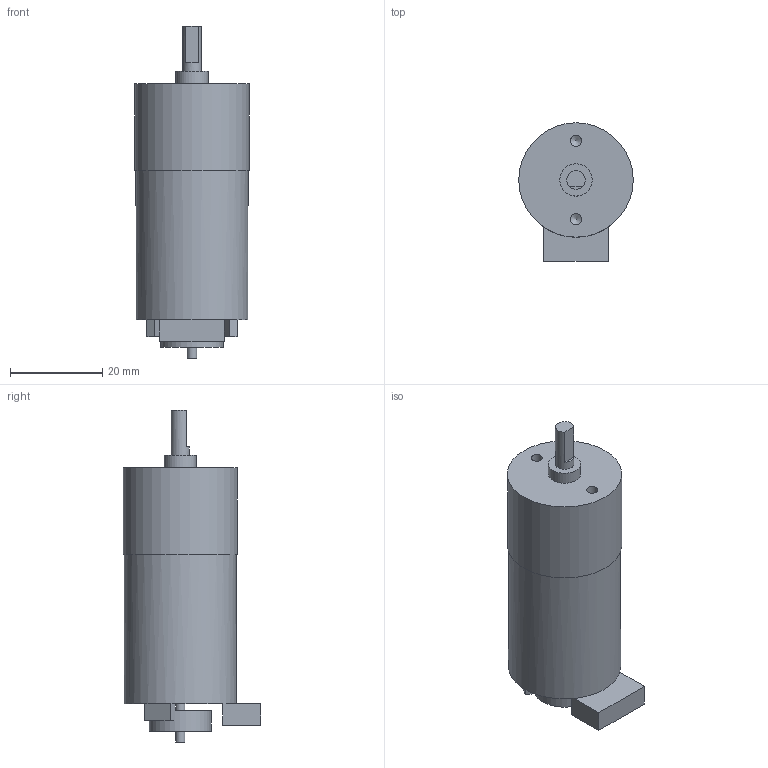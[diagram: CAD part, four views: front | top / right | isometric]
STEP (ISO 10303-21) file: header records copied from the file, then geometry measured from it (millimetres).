
FILE_DESCRIPTION(/* description */ (''),/* implementation_level */ '2;1');
FILE_NAME(/* name */ 'JGA25-370 DC12V350RPM.stp',/* time_stamp */ '2023-12-23T13:34:19-05:00',/* author */ ('Usuario'),/* organization */ (''),/* preprocessor_version */ 'ST-DEVELOPER v19',/* originating_system */ 'Autodesk Inventor 2023',/* authorisation */ '');
FILE_SCHEMA (('AUTOMOTIVE_DESIGN { 1 0 10303 214 3 1 1 }'));
Length unit declared in the file: millimetre
Products named in the file (1): JGA25-370 DC12V350RPM
Bounding box: 24.8 x 29.91 x 71.97 mm (x, y, z)
Volume: 25500.3 mm3; surface area: 6234.8 mm2
Topology: 1 solids, 1 shells, 37 faces, 77 edges, 50 vertices
Faces by surface type: plane 26, cylinder 9, cone 2
Full cylindrical faces by diameter (mm): 2 x2, 2.459 x2, 3.98 x1, 7 x1, 13.48 x1, 24.3 x1, 24.8 x1
Entity records: 1070 total; most frequent: DIRECTION 173, CARTESIAN_POINT 163, ORIENTED_EDGE 150, EDGE_CURVE 75, AXIS2_PLACEMENT_3D 60, LINE 53, VECTOR 53, VERTEX_POINT 50
